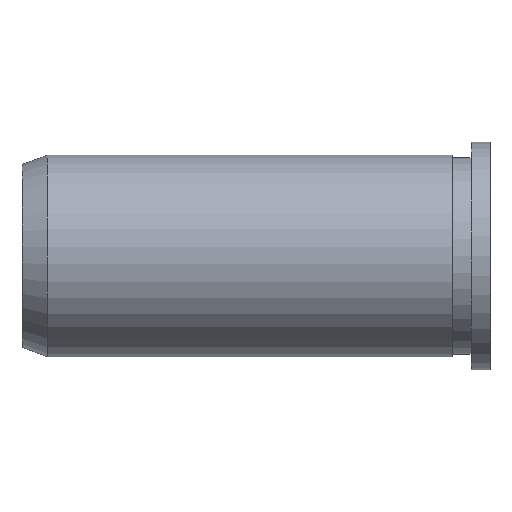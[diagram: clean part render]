
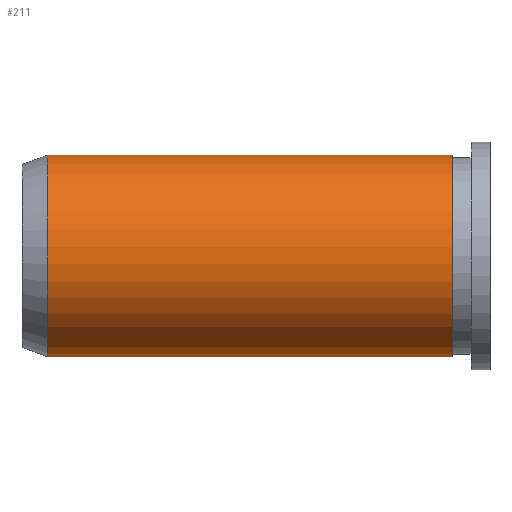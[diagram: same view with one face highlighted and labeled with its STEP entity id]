
A CAD part, top view. The second image highlights one B-rep face of the part: STEP entity #211.
In plain terms, the highlighted cylindrical face has radius 8 mm (diameter 16 mm), a partial arc.
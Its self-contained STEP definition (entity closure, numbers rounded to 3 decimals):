
#12 = ORIENTED_EDGE ( 'NONE', *, *, #222, .T. ) ;
#22 = CARTESIAN_POINT ( 'NONE',  ( -3., -7.965, -0.75 ) ) ;
#41 = CARTESIAN_POINT ( 'NONE',  ( -35., -7.965, -0.75 ) ) ;
#47 = CARTESIAN_POINT ( 'NONE',  ( -35., 0., 0. ) ) ;
#49 = CIRCLE ( 'NONE', #79, 8. ) ;
#66 = VERTEX_POINT ( 'NONE', #425 ) ;
#79 = AXIS2_PLACEMENT_3D ( 'NONE', #391, #339, #348 ) ;
#90 = AXIS2_PLACEMENT_3D ( 'NONE', #47, #412, #333 ) ;
#102 = VECTOR ( 'NONE', #237, 1000. ) ;
#126 = LINE ( 'NONE', #191, #161 ) ;
#132 = EDGE_CURVE ( 'NONE', #66, #177, #49, .T. ) ;
#136 = CIRCLE ( 'NONE', #90, 8. ) ;
#137 = FACE_OUTER_BOUND ( 'NONE', #257, .T. ) ;
#149 = CYLINDRICAL_SURFACE ( 'NONE', #174, 8. ) ;
#160 = CARTESIAN_POINT ( 'NONE',  ( -38.588, 0., 0. ) ) ;
#161 = VECTOR ( 'NONE', #318, 1000. ) ;
#162 = ORIENTED_EDGE ( 'NONE', *, *, #187, .F. ) ;
#164 = DIRECTION ( 'NONE',  ( -1., 0., 0. ) ) ;
#173 = ORIENTED_EDGE ( 'NONE', *, *, #132, .T. ) ;
#174 = AXIS2_PLACEMENT_3D ( 'NONE', #160, #164, #216 ) ;
#177 = VERTEX_POINT ( 'NONE', #22 ) ;
#187 = EDGE_CURVE ( 'NONE', #66, #238, #236, .T. ) ;
#191 = CARTESIAN_POINT ( 'NONE',  ( -38.588, -7.965, -0.75 ) ) ;
#211 = ADVANCED_FACE ( 'NONE', ( #137 ), #149, .T. ) ;
#216 = DIRECTION ( 'NONE',  ( 0., 0., 1. ) ) ;
#222 = EDGE_CURVE ( 'NONE', #177, #419, #126, .T. ) ;
#236 = LINE ( 'NONE', #304, #102 ) ;
#237 = DIRECTION ( 'NONE',  ( -1., 0., 0. ) ) ;
#238 = VERTEX_POINT ( 'NONE', #252 ) ;
#252 = CARTESIAN_POINT ( 'NONE',  ( -35., -7.965, 0.75 ) ) ;
#257 = EDGE_LOOP ( 'NONE', ( #173, #12, #329, #162 ) ) ;
#304 = CARTESIAN_POINT ( 'NONE',  ( -38.588, -7.965, 0.75 ) ) ;
#318 = DIRECTION ( 'NONE',  ( -1., 0., 0. ) ) ;
#329 = ORIENTED_EDGE ( 'NONE', *, *, #427, .F. ) ;
#333 = DIRECTION ( 'NONE',  ( 0., 0., 1. ) ) ;
#339 = DIRECTION ( 'NONE',  ( -1., 0., 0. ) ) ;
#348 = DIRECTION ( 'NONE',  ( 0., 0., 1. ) ) ;
#391 = CARTESIAN_POINT ( 'NONE',  ( -3., 0., 0. ) ) ;
#412 = DIRECTION ( 'NONE',  ( -1., 0., 0. ) ) ;
#419 = VERTEX_POINT ( 'NONE', #41 ) ;
#425 = CARTESIAN_POINT ( 'NONE',  ( -3., -7.965, 0.75 ) ) ;
#427 = EDGE_CURVE ( 'NONE', #238, #419, #136, .T. ) ;
